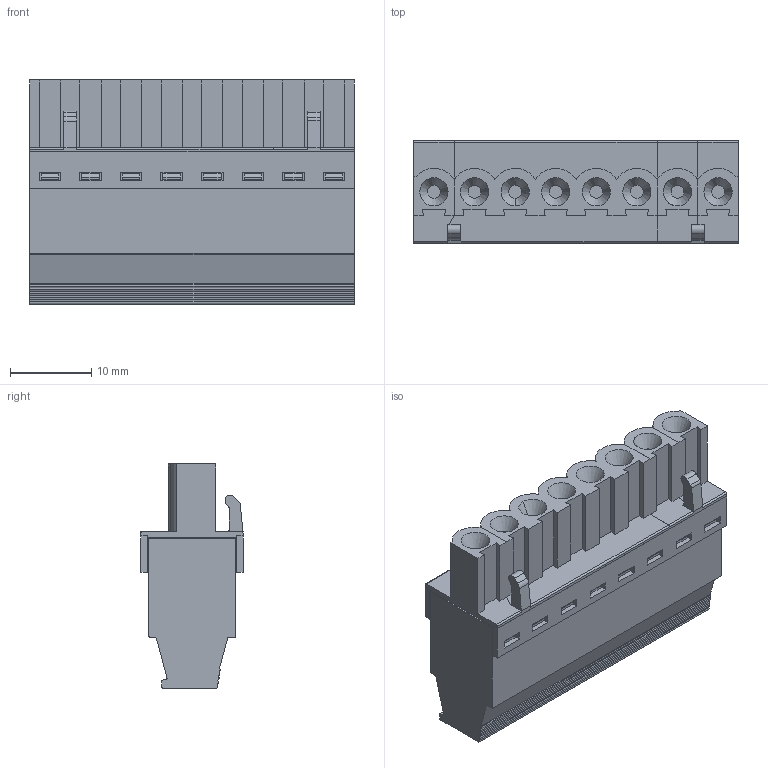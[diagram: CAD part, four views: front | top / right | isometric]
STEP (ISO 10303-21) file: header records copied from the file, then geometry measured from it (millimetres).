
FILE_DESCRIPTION(('STEP AP214'),'1');
FILE_NAME('SV08-5-P.stp','2020-03-24T10:45:23',(' '),(' '),'Spatial InterOp 3D',' ',' ');
FILE_SCHEMA(('AUTOMOTIVE_DESIGN { 1 0 10303 214 1 1 1 1 }'));
Length unit declared in the file: metre
Products named in the file (1): 1
Bounding box: 40 x 12.59 x 27.6 mm (x, y, z)
Volume: 9003.1 mm3; surface area: 5095.5 mm2
Topology: 1 solids, 1 shells, 532 faces, 1353 edges, 895 vertices
Faces by surface type: plane 424, cylinder 91, cone 17
Full cylindrical faces by diameter (mm): 1.588 x7, 2.6 x8, 2.829 x8, 3.474 x1, 3.8 x8, 3.97 x8
Entity records: 19539 total; most frequent: CARTESIAN_POINT 2779, ORIENTED_EDGE 2506, DIRECTION 2493, EDGE_CURVE 1253, LINE 1021, VECTOR 1021, VERTEX_POINT 850, AXIS2_PLACEMENT_3D 736
